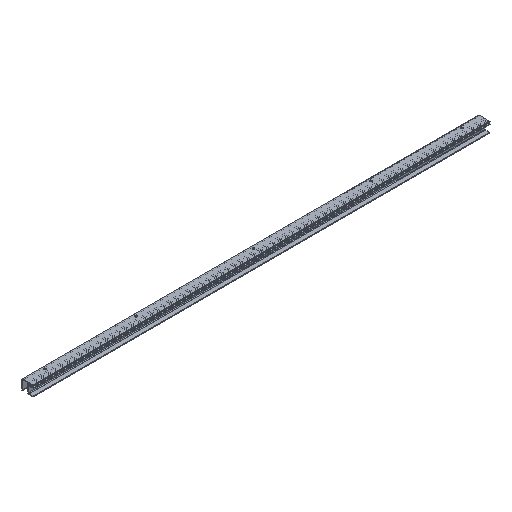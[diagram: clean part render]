
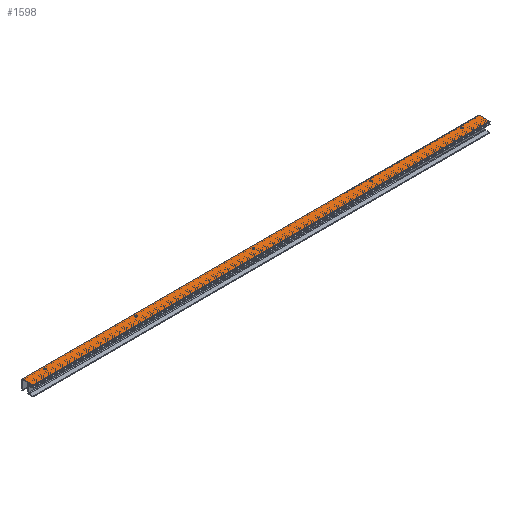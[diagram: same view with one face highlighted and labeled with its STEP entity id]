
A CAD part, isometric view. The second image highlights one B-rep face of the part: STEP entity #1598.
In plain terms, the highlighted planar face has unit normal (0, 0, 1).
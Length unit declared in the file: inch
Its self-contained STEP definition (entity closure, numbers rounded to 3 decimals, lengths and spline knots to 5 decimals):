
#44=PLANE('',#1775);
#158=LINE('',#2693,#278);
#159=LINE('',#2697,#279);
#160=LINE('',#2699,#280);
#161=LINE('',#2700,#281);
#278=VECTOR('',#2231,46.67);
#279=VECTOR('',#2236,1.0675);
#280=VECTOR('',#2237,46.67);
#281=VECTOR('',#2238,1.0675);
#341=FACE_BOUND('',#554,.T.);
#342=FACE_BOUND('',#555,.T.);
#343=FACE_BOUND('',#556,.T.);
#344=FACE_BOUND('',#557,.T.);
#345=FACE_BOUND('',#558,.T.);
#420=FACE_OUTER_BOUND('',#553,.T.);
#553=EDGE_LOOP('',(#1330,#1331,#1332,#1333));
#554=EDGE_LOOP('',(#1334));
#555=EDGE_LOOP('',(#1335));
#556=EDGE_LOOP('',(#1336));
#557=EDGE_LOOP('',(#1337));
#558=EDGE_LOOP('',(#1338));
#594=CIRCLE('',#1651,0.095);
#596=CIRCLE('',#1654,0.095);
#598=CIRCLE('',#1657,0.095);
#600=CIRCLE('',#1660,0.095);
#602=CIRCLE('',#1663,0.095);
#692=VERTEX_POINT('',#2340);
#694=VERTEX_POINT('',#2345);
#696=VERTEX_POINT('',#2350);
#698=VERTEX_POINT('',#2355);
#700=VERTEX_POINT('',#2360);
#811=VERTEX_POINT('',#2690);
#812=VERTEX_POINT('',#2692);
#813=VERTEX_POINT('',#2696);
#814=VERTEX_POINT('',#2698);
#850=EDGE_CURVE('',#692,#692,#594,.T.);
#852=EDGE_CURVE('',#694,#694,#596,.T.);
#854=EDGE_CURVE('',#696,#696,#598,.T.);
#856=EDGE_CURVE('',#698,#698,#600,.T.);
#858=EDGE_CURVE('',#700,#700,#602,.T.);
#1023=EDGE_CURVE('',#812,#811,#158,.T.);
#1025=EDGE_CURVE('',#811,#813,#159,.T.);
#1026=EDGE_CURVE('',#814,#813,#160,.T.);
#1027=EDGE_CURVE('',#812,#814,#161,.T.);
#1330=ORIENTED_EDGE('',*,*,#1025,.T.);
#1331=ORIENTED_EDGE('',*,*,#1026,.F.);
#1332=ORIENTED_EDGE('',*,*,#1027,.F.);
#1333=ORIENTED_EDGE('',*,*,#1023,.T.);
#1334=ORIENTED_EDGE('',*,*,#850,.F.);
#1335=ORIENTED_EDGE('',*,*,#852,.F.);
#1336=ORIENTED_EDGE('',*,*,#854,.F.);
#1337=ORIENTED_EDGE('',*,*,#856,.F.);
#1338=ORIENTED_EDGE('',*,*,#858,.F.);
#1598=ADVANCED_FACE('',(#420,#341,#342,#343,#344,#345),#44,.F.);
#1651=AXIS2_PLACEMENT_3D('',#2341,#1876,#1877);
#1654=AXIS2_PLACEMENT_3D('',#2346,#1882,#1883);
#1657=AXIS2_PLACEMENT_3D('',#2351,#1888,#1889);
#1660=AXIS2_PLACEMENT_3D('',#2356,#1894,#1895);
#1663=AXIS2_PLACEMENT_3D('',#2361,#1900,#1901);
#1775=AXIS2_PLACEMENT_3D('',#2695,#2234,#2235);
#1876=DIRECTION('center_axis',(0.,0.,1.));
#1877=DIRECTION('ref_axis',(1.,0.,0.));
#1882=DIRECTION('center_axis',(0.,0.,1.));
#1883=DIRECTION('ref_axis',(1.,0.,0.));
#1888=DIRECTION('center_axis',(0.,0.,1.));
#1889=DIRECTION('ref_axis',(1.,0.,0.));
#1894=DIRECTION('center_axis',(0.,0.,1.));
#1895=DIRECTION('ref_axis',(1.,0.,0.));
#1900=DIRECTION('center_axis',(0.,0.,1.));
#1901=DIRECTION('ref_axis',(1.,0.,0.));
#2231=DIRECTION('',(-1.,0.,0.));
#2234=DIRECTION('center_axis',(0.,0.,-1.));
#2235=DIRECTION('ref_axis',(-1.,0.,0.));
#2236=DIRECTION('',(0.,-1.,0.));
#2237=DIRECTION('',(-1.,0.,0.));
#2238=DIRECTION('',(0.,-1.,0.));
#2340=CARTESIAN_POINT('',(23.43,0.,0.5));
#2341=CARTESIAN_POINT('Origin',(23.335,0.,0.5));
#2345=CARTESIAN_POINT('',(44.765,0.,0.5));
#2346=CARTESIAN_POINT('Origin',(44.67,0.,0.5));
#2350=CARTESIAN_POINT('',(35.43,0.,0.5));
#2351=CARTESIAN_POINT('Origin',(35.335,0.,0.5));
#2355=CARTESIAN_POINT('',(11.43,0.,0.5));
#2356=CARTESIAN_POINT('Origin',(11.335,0.,0.5));
#2360=CARTESIAN_POINT('',(2.095,0.,0.5));
#2361=CARTESIAN_POINT('Origin',(2.,0.,0.5));
#2690=CARTESIAN_POINT('',(0.,0.2725,0.5));
#2692=CARTESIAN_POINT('',(46.67,0.2725,0.5));
#2693=CARTESIAN_POINT('',(46.67,0.2725,0.5));
#2695=CARTESIAN_POINT('Origin',(46.67,-0.795,0.5));
#2696=CARTESIAN_POINT('',(0.,-0.795,0.5));
#2697=CARTESIAN_POINT('',(0.,-0.795,0.5));
#2698=CARTESIAN_POINT('',(46.67,-0.795,0.5));
#2699=CARTESIAN_POINT('',(46.67,-0.795,0.5));
#2700=CARTESIAN_POINT('',(46.67,-0.795,0.5));
